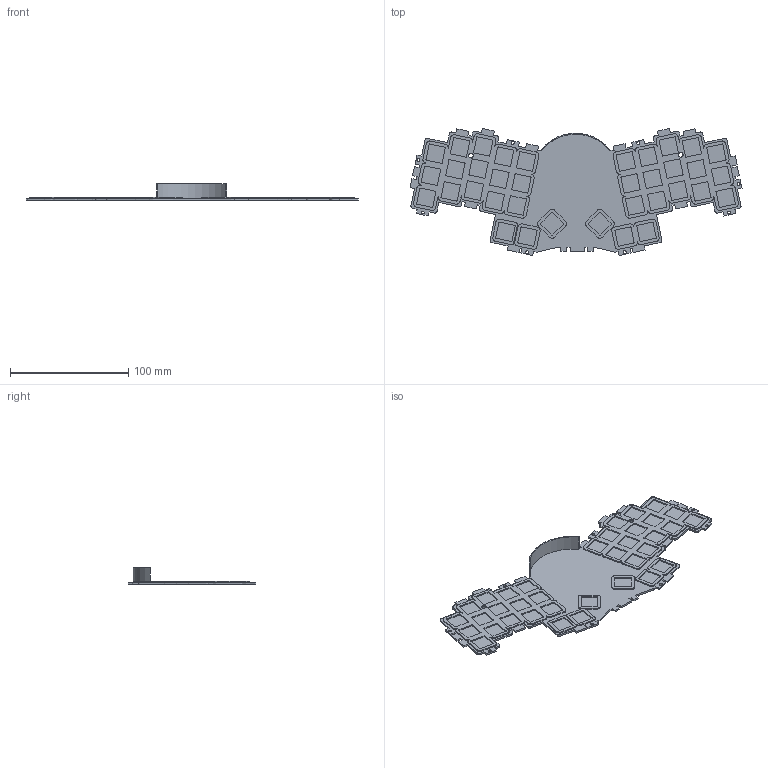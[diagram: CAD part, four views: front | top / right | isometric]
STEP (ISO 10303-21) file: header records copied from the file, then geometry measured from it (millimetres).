
FILE_DESCRIPTION(/* description */ (''),/* implementation_level */ '2;1');
FILE_NAME(/* name */ 'SentinelBottomCase.step',/* time_stamp */ '2023-12-08T15:09:56-08:00',/* author */ (''),/* organization */ (''),/* preprocessor_version */ 'ST-DEVELOPER v20',/* originating_system */ 'Autodesk Translation Framework v12.14.0.127',/* authorisation */ '');
FILE_SCHEMA (('AUTOMOTIVE_DESIGN { 1 0 10303 214 3 1 1 }'));
Length unit declared in the file: millimetre
Products named in the file (2): HiveMind2; bully-hhkb
Assembly tree (1 placements, depth 2):
  HiveMind2
    bully-hhkb
Bounding box: 280.73 x 107.4 x 14.2 mm (x, y, z)
Volume: 40134.9 mm3; surface area: 48616.6 mm2
Topology: 1 solids, 1 shells, 677 faces, 1892 edges, 1258 vertices
Faces by surface type: plane 411, cylinder 266
Full cylindrical faces by diameter (mm): 2.5 x8, 4 x2
Entity records: 21973 total; most frequent: CARTESIAN_POINT 3830, DIRECTION 3792, ORIENTED_EDGE 3784, EDGE_CURVE 1892, LINE 1352, VECTOR 1352, VERTEX_POINT 1258, AXIS2_PLACEMENT_3D 1220
